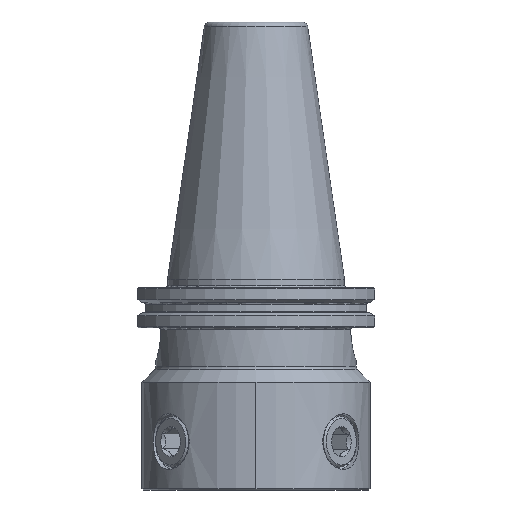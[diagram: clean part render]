
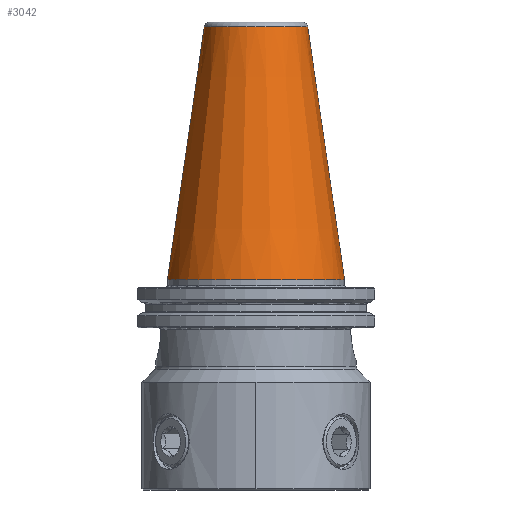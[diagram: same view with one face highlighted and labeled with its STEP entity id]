
A CAD part, front view. The second image highlights one B-rep face of the part: STEP entity #3042.
In plain terms, the highlighted conical face has half-angle 8.297 degrees and reference radius 20.389 mm.
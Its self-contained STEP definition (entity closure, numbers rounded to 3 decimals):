
#1946=EDGE_CURVE('NONE',#2648,#4404,#4956,.T.);
#2648=VERTEX_POINT('NONE',#5727);
#2826=EDGE_CURVE('NONE',#2648,#4306,#5930,.T.);
#3042=ADVANCED_FACE('NONE',(#6169),#6170,.T.);
#3076=VERTEX_POINT('NONE',#6207);
#3680=EDGE_CURVE('NONE',#4404,#3076,#6879,.T.);
#4306=VERTEX_POINT('NONE',#7569);
#4404=VERTEX_POINT('NONE',#7684);
#4440=EDGE_CURVE('NONE',#4306,#3076,#7722,.T.);
#4956=LINE('',#8493,#8494);
#5727=CARTESIAN_POINT('',(-20.389,0.,99.675));
#5930=CIRCLE('',#10307,20.389);
#6169=FACE_OUTER_BOUND('',#10787,.T.);
#6170=CONICAL_SURFACE('',#10788,20.389,0.145);
#6207=CARTESIAN_POINT('',(34.925,0.,0.));
#6879=CIRCLE('',#12108,34.925);
#7569=CARTESIAN_POINT('',(20.389,0.,99.675));
#7684=CARTESIAN_POINT('',(-34.925,0.,0.));
#7722=LINE('',#13591,#13592);
#8493=CARTESIAN_POINT('',(-20.389,0.,99.675));
#8494=VECTOR('',#14162,1000.0);
#10307=AXIS2_PLACEMENT_3D('',#15266,#15267,#15268);
#10787=EDGE_LOOP('',(#15543,#15544,#15545,#15546));
#10788=AXIS2_PLACEMENT_3D('',#15547,#15548,#15549);
#12108=AXIS2_PLACEMENT_3D('',#16376,#16377,#16378);
#13591=CARTESIAN_POINT('',(20.389,0.,99.675));
#13592=VECTOR('',#17381,1000.0);
#14162=DIRECTION('',(-0.144,0.,-0.99));
#15266=CARTESIAN_POINT('',(0.0,0.0,99.675));
#15267=DIRECTION('',(0.0,0.0,1.0));
#15268=DIRECTION('',(-1.0,0.,0.0));
#15543=ORIENTED_EDGE('',*,*,#2826,.F.);
#15544=ORIENTED_EDGE('',*,*,#1946,.T.);
#15545=ORIENTED_EDGE('',*,*,#3680,.T.);
#15546=ORIENTED_EDGE('',*,*,#4440,.F.);
#15547=CARTESIAN_POINT('',(0.0,0.0,99.675));
#15548=DIRECTION('',(-0.0,0.0,-1.0));
#15549=DIRECTION('',(1.0,0.,-0.0));
#16376=CARTESIAN_POINT('',(0.0,0.0,0.));
#16377=DIRECTION('',(0.0,0.0,1.0));
#16378=DIRECTION('',(-1.0,0.,0.0));
#17381=DIRECTION('',(0.144,0.,-0.99));
